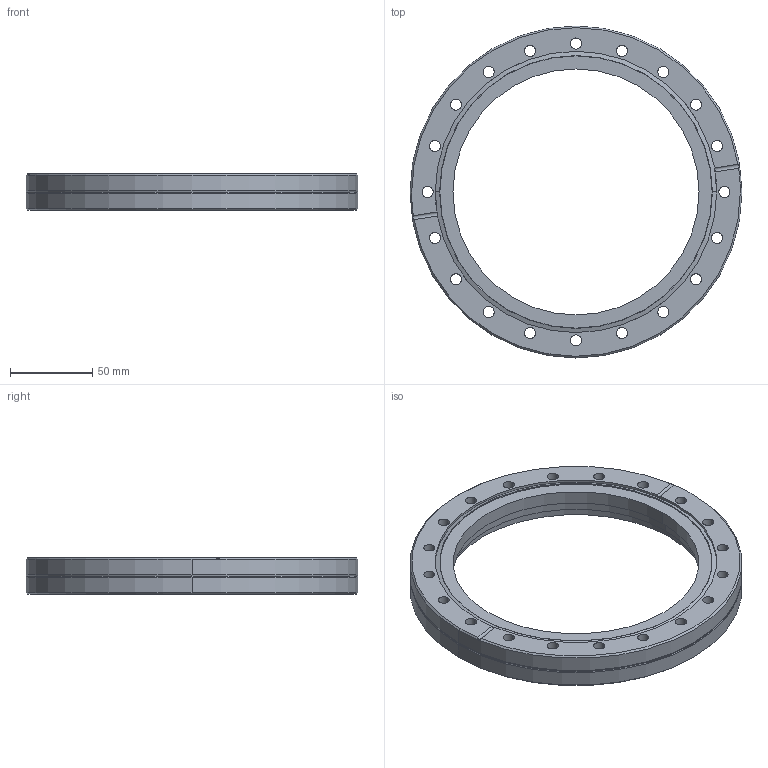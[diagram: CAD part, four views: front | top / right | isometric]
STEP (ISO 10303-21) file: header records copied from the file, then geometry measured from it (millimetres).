
FILE_DESCRIPTION (( 'STEP AP214' ), '1' );
FILE_NAME ('480FAD160-154-G.stp', '2017-04-24T11:56:14', ( '' ), ( '' ), 'SwSTEP 2.0', 'SolidWorks 2015', '' );
FILE_SCHEMA (( 'AUTOMOTIVE_DESIGN' ));
Length unit declared in the file: millimetre
Products named in the file (1): 480FAD160-154-G
Bounding box: 202.4 x 202.4 x 22.2 mm (x, y, z)
Volume: 274973.8 mm3; surface area: 82405.4 mm2
Topology: 2 solids, 2 shells, 81 faces, 208 edges, 132 vertices
Faces by surface type: cylinder 56, cone 10, torus 8, plane 7
Entity records: 3596 total; most frequent: DIRECTION 504, CARTESIAN_POINT 486, ORIENTED_EDGE 416, AXIS2_PLACEMENT_3D 218, EDGE_CURVE 208, CIRCLE 136, VERTEX_POINT 132, EDGE_LOOP 126
